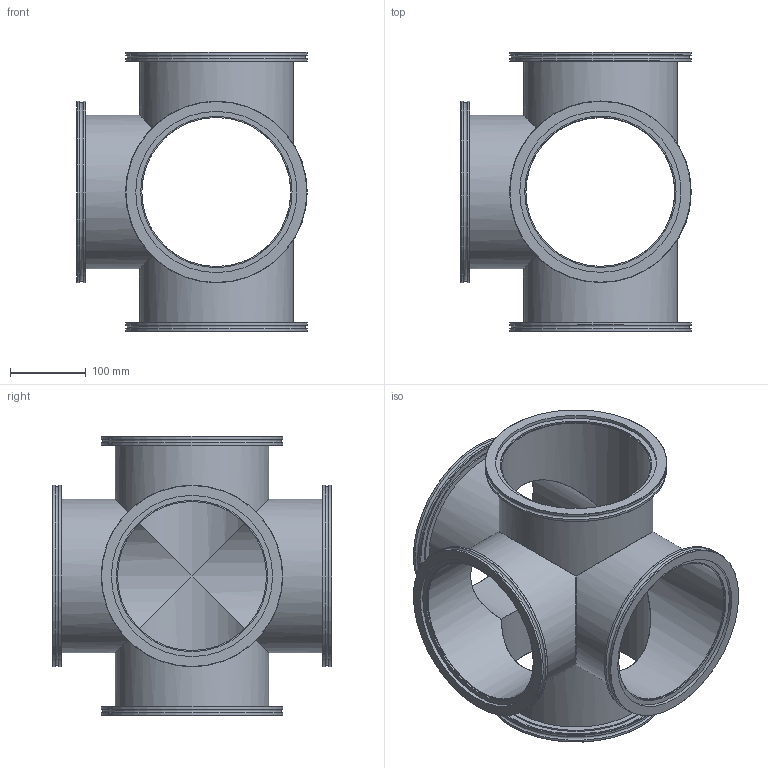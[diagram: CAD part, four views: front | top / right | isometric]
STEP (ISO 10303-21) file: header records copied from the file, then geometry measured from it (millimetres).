
FILE_DESCRIPTION(/* description */ (''),/* implementation_level */ '2;1');
FILE_NAME(/* name */ 'FL-5X200LF.stp',/* time_stamp */ '2019-02-11T15:34:05+00:00',/* author */ ('paul'),/* organization */ (''),/* preprocessor_version */ 'ST-DEVELOPER v17.2',/* originating_system */ 'Autodesk Inventor 2019',/* authorisation */ '');
FILE_SCHEMA (('AUTOMOTIVE_DESIGN { 1 0 10303 214 3 1 1 }'));
Length unit declared in the file: millimetre
Products named in the file (4): FL-5X40KF; TUBE; TUBE2; FL-200LF-W
Assembly tree (10 placements, depth 2):
  FL-5X40KF
    TUBE  x4
    TUBE2
    FL-200LF-W  x5
Bounding box: 304.4 x 368.8 x 368.8 mm (x, y, z)
Volume: 1568450.3 mm3; surface area: 884878.7 mm2
Topology: 10 solids, 10 shells, 111 faces, 270 edges, 194 vertices
Faces by surface type: plane 51, cylinder 45, cone 10, torus 5
Full cylindrical faces by diameter (mm): 197 x5, 200 x5, 203.2 x5, 204 x5, 213 x5, 218.3 x5, 235 x5, 240 x10
Entity records: 1120 total; most frequent: DIRECTION 208, CARTESIAN_POINT 164, ORIENTED_EDGE 142, AXIS2_PLACEMENT_3D 94, EDGE_CURVE 71, VERTEX_POINT 50, EDGE_LOOP 37, CIRCLE 35
